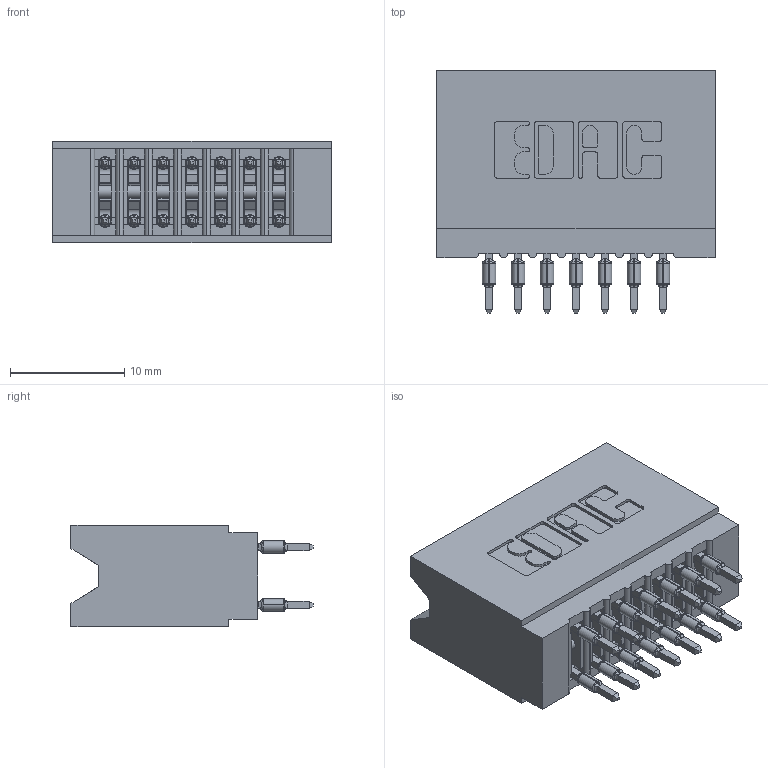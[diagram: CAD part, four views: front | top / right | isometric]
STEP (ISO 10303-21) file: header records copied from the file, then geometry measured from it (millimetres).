
FILE_DESCRIPTION (( 'STEP AP203' ), '1' );
FILE_NAME ('745-014-560-206.STEP', '2026-02-26T16:00:19', ( '' ), ( '' ), 'SwSTEP 2.0', 'SolidWorks 2023', '' );
FILE_SCHEMA (( 'CONFIG_CONTROL_DESIGN' ));
Length unit declared in the file: millimetre
Products named in the file (3): 745-014-560-206; 745 Part_Insulator Option - 06; 745-292-001_560
Assembly tree (15 placements, depth 2):
  745-014-560-206
    745 Part_Insulator Option - 06
    745-292-001_560  x14
Bounding box: 24.38 x 21.22 x 8.89 mm (x, y, z)
Volume: 2436.8 mm3; surface area: 4391.6 mm2
Topology: 15 solids, 15 shells, 1475 faces, 4033 edges, 2566 vertices
Faces by surface type: plane 770, cylinder 341, bspline 280, torus 84
Entity records: 16906 total; most frequent: CARTESIAN_POINT 3448, ORIENTED_EDGE 2814, DIRECTION 2493, EDGE_CURVE 1407, LINE 1175, VECTOR 1175, VERTEX_POINT 902, AXIS2_PLACEMENT_3D 659
